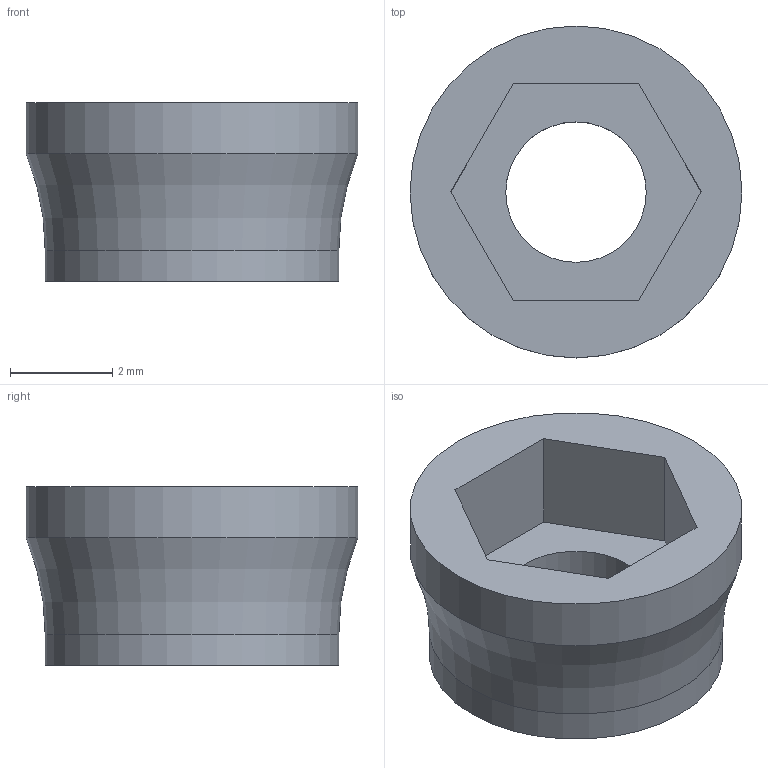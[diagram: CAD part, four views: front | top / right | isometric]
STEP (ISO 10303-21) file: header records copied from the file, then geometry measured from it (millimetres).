
FILE_DESCRIPTION(/* description */ (''),/* implementation_level */ '2;1');
FILE_NAME(/* name */ 'McH - Indicator Light Threaded Standoff.step',/* time_stamp */ '2017-10-23T19:10:03-04:00',/* author */ 'David Madison',/* organization */ (''),/* preprocessor_version */ 'ST-DEVELOPER v16.13',/* originating_system */ 'Autodesk Translation Framework v6.1.1.50',/* authorisation */ '');
FILE_SCHEMA (('AUTOMOTIVE_DESIGN { 1 0 10303 214 3 1 1 }'));
Length unit declared in the file: millimetre
Products named in the file (1): McH - Indicator Light Threaded Standoff
Bounding box: 6.5 x 6.5 x 3.5 mm (x, y, z)
Volume: 62.3 mm3; surface area: 157.7 mm2
Topology: 1 solids, 1 shells, 13 faces, 28 edges, 18 vertices
Faces by surface type: plane 9, cylinder 3, torus 1
Full cylindrical faces by diameter (mm): 2.75 x1, 5.75 x1, 6.5 x1
Entity records: 365 total; most frequent: DIRECTION 58, CARTESIAN_POINT 56, ORIENTED_EDGE 48, EDGE_CURVE 24, EDGE_LOOP 20, AXIS2_PLACEMENT_3D 20, LINE 18, VECTOR 18
